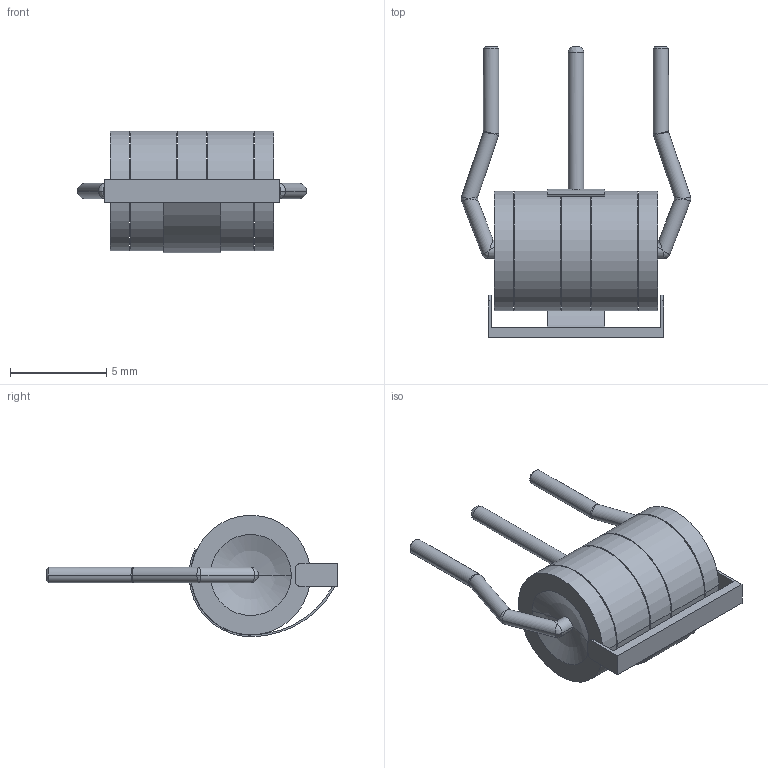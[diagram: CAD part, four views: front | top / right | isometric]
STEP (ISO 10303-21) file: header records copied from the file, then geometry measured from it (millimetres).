
FILE_DESCRIPTION((''),'2;1');
FILE_NAME('2056-XX-B2FLF','2012-08-07T',('ryans'),('Bourns, Inc.'),'PRO/ENGINEER BY PARAMETRIC TECHNOLOGY CORPORATION, 2010100','PRO/ENGINEER BY PARAMETRIC TECHNOLOGY CORPORATION, 2010100','');
FILE_SCHEMA(('CONFIG_CONTROL_DESIGN'));
Length unit declared in the file: millimetre
Products named in the file (1): 2056-XX-B2FLF
Bounding box: 11.91 x 15.1 x 6.3 mm (x, y, z)
Volume: 268.4 mm3; surface area: 650 mm2
Topology: 1 solids, 1 shells, 108 faces, 231 edges, 138 vertices
Faces by surface type: cylinder 46, plane 28, bspline 26, cone 4, sphere 4
Entity records: 4655 total; most frequent: CARTESIAN_POINT 2425, ORIENTED_EDGE 462, DIRECTION 431, EDGE_CURVE 231, AXIS2_PLACEMENT_3D 172, VERTEX_POINT 138, EDGE_LOOP 121, FACE_OUTER_BOUND 108
